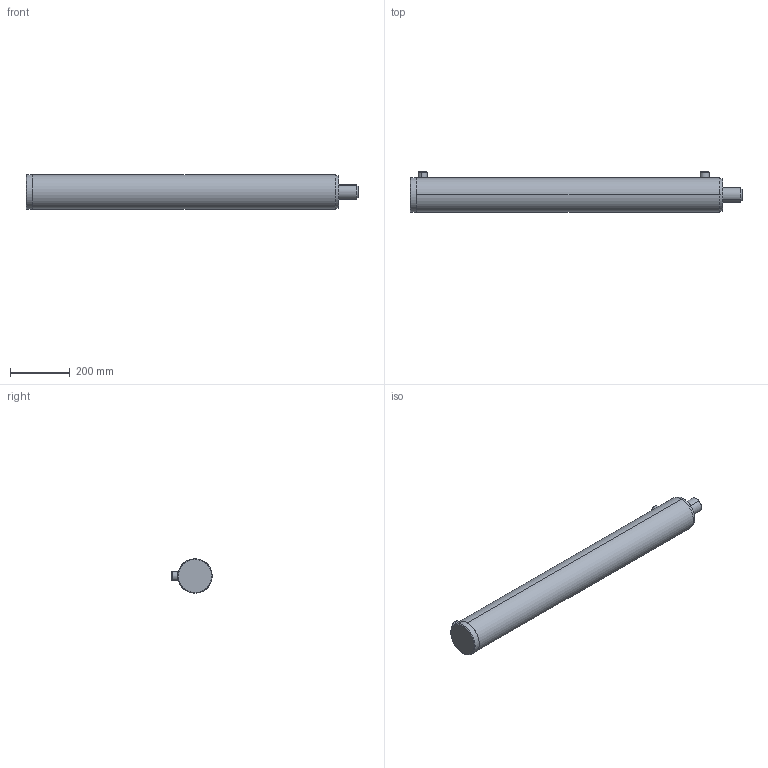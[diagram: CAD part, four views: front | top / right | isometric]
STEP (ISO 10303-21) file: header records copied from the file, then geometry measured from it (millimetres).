
FILE_DESCRIPTION (( 'STEP AP203' ), '1' );
FILE_NAME ('706-9NU.STEP', '2014-12-16T07:46:30', ( '' ), ( '' ), 'SwSTEP 2.0', 'SolidWorks 2015', '' );
FILE_SCHEMA (( 'CONFIG_CONTROL_DESIGN' ));
Length unit declared in the file: millimetre
Products named in the file (7): Boden^706-9NU; AL12; TG100115 - Rohr^706-9NU; 706-9NU; P706 - Kolben^706-9NU; D706 - Führung^706-9NU; Stange^706-9NU
Assembly tree (7 placements, depth 2):
  706-9NU
    TG100115 - Rohr^706-9NU
    Stange^706-9NU
    AL12  x2
    D706 - Führung^706-9NU
    P706 - Kolben^706-9NU
    Boden^706-9NU
Bounding box: 1110 x 135 x 115 mm (x, y, z)
Volume: 5576940.1 mm3; surface area: 978057.6 mm2
Topology: 7 solids, 7 shells, 88 faces, 176 edges, 108 vertices
Faces by surface type: cylinder 40, cone 28, plane 20
Entity records: 3017 total; most frequent: CARTESIAN_POINT 624, DIRECTION 392, ORIENTED_EDGE 296, AXIS2_PLACEMENT_3D 168, EDGE_CURVE 148, EDGE_LOOP 92, VERTEX_POINT 92, CIRCLE 84
